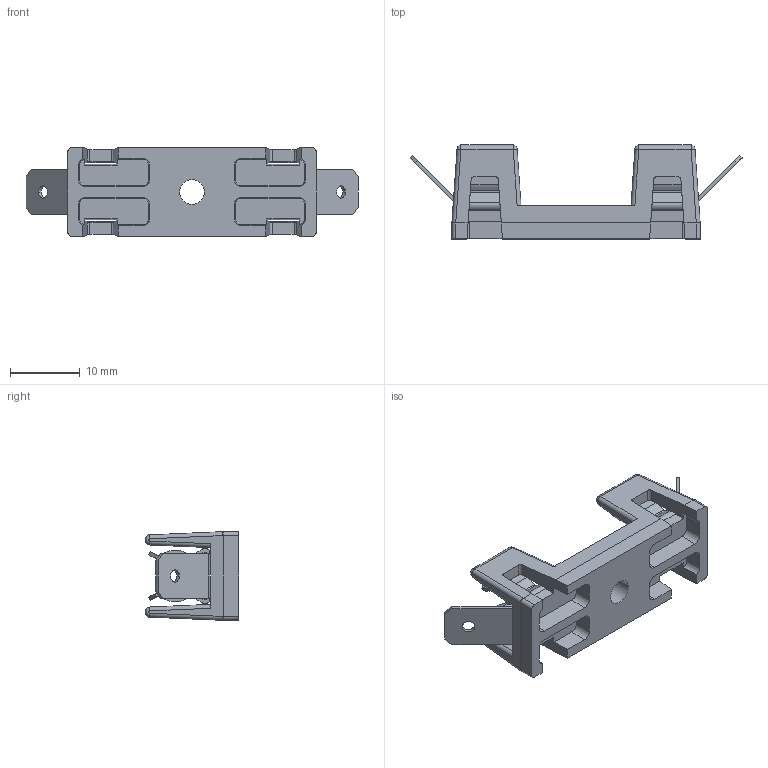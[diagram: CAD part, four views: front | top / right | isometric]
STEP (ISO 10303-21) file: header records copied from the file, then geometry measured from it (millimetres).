
FILE_DESCRIPTION((''),'2;1');
FILE_NAME('7687K13','2022-03-09T16:11:10',('dsandson'),(''),'CREO PARAMETRIC BY PTC INC, 2018300','CREO PARAMETRIC BY PTC INC, 2018300','');
FILE_SCHEMA(('AUTOMOTIVE_DESIGN { 1 0 10303 214 1 1 1 1 }'));
Length unit declared in the file: inch
Products named in the file (1): 7687K13
Bounding box: 47.56 x 13.46 x 12.7 mm (x, y, z)
Volume: 1887.3 mm3; surface area: 3139.1 mm2
Topology: 3 solids, 3 shells, 219 faces, 627 edges, 414 vertices
Faces by surface type: plane 115, cylinder 80, cone 16, bspline 8
Entity records: 10556 total; most frequent: CARTESIAN_POINT 2057, ORIENTED_EDGE 1240, DIRECTION 1147, PRESENTATION_STYLE_ASSIGNMENT 727, STYLED_ITEM 631, CURVE_STYLE 628, EDGE_CURVE 620, VECTOR 427
